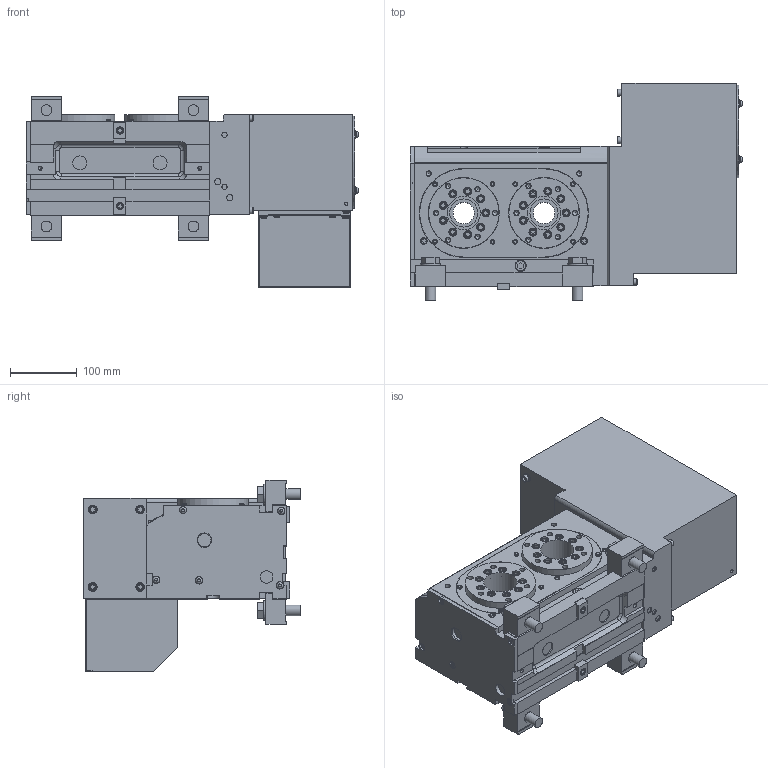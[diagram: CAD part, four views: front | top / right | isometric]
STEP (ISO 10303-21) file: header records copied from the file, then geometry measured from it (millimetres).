
FILE_DESCRIPTION(/* description */ ('Unknown'),/* implementation_level */ '2;1');
FILE_NAME(/* name */ 'TM2100AF03-Solid',/* time_stamp */ '2019-08-23T10:48:21+01:00',/* author */ ('Unknown'),/* organization */ ('Unknown'),/* preprocessor_version */ 'ST-DEVELOPER v16.7',/* originating_system */ 'DEX',/* authorisation */ $);
FILE_SCHEMA (('AUTOMOTIVE_DESIGN {1 0 10303 214 3 1 1}'));
Length unit declared in the file: millimetre
Products named in the file (1): OUTSIDE VIEW(61E2592670)TM2100AF03
Bounding box: 496.7 x 325 x 287 mm (x, y, z)
Volume: 16244638.4 mm3; surface area: 734879.8 mm2
Topology: 1 solids, 1 shells, 1240 faces, 2778 edges, 1819 vertices
Faces by surface type: plane 845, cylinder 287, cone 72, torus 32, bspline 4
Full cylindrical faces by diameter (mm): 4 x2, 5 x13, 5.5 x4, 6 x4, 6.1 x4, 6.745 x2, 6.8 x16, 7 x8, 7.779 x2, 8 x16, 8.019 x2, 8.5 x2, 8.566 x3, 9 x13, 9.368 x2, 9.5 x6, 9.728 x4, 10 x42, 10.5 x5, 11 x34, 12 x23, 13 x4, 14.95 x1, 16 x4, 16.662 x1, 19 x1, 20 x1, 20.955 x2, 30 x4, 32 x3
Entity records: 32171 total; most frequent: DIRECTION 5519, CARTESIAN_POINT 5458, ORIENTED_EDGE 4746, EDGE_CURVE 2373, AXIS2_PLACEMENT_3D 1909, FACE_BOUND 1897, EDGE_LOOP 1869, VERTEX_POINT 1788
